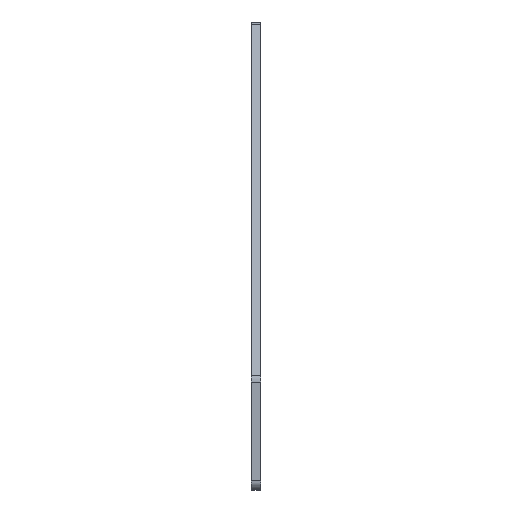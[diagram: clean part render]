
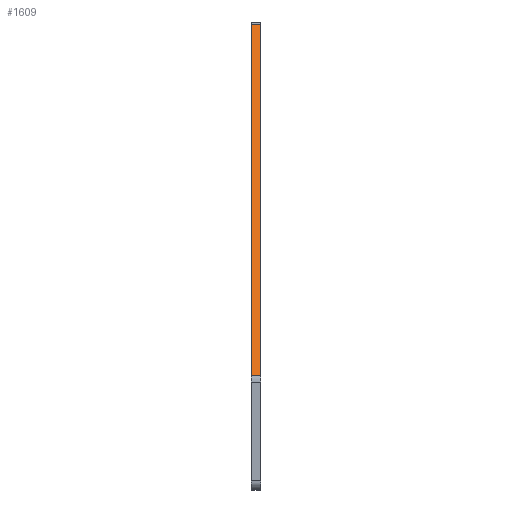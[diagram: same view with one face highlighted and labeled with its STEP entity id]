
A CAD part, left-side view. The second image highlights one B-rep face of the part: STEP entity #1609.
In plain terms, the highlighted planar face has unit normal (-0.707, 0, 0.707).
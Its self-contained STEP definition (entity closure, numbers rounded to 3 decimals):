
#23 = AXIS2_PLACEMENT_3D ( 'NONE', #404, #724, #1367 ) ;
#77 = ORIENTED_EDGE ( 'NONE', *, *, #898, .F. ) ;
#86 = CARTESIAN_POINT ( 'NONE',  ( -20.05, 3., 137.121 ) ) ;
#98 = CARTESIAN_POINT ( 'NONE',  ( -19.172, 3., 138. ) ) ;
#115 = EDGE_CURVE ( 'NONE', #1127, #1573, #650, .T. ) ;
#158 = DIRECTION ( 'NONE',  ( -0.707, 0., -0.707 ) ) ;
#203 = DIRECTION ( 'NONE',  ( 0., 1., 0. ) ) ;
#340 = CARTESIAN_POINT ( 'NONE',  ( -137.121, 0., 20.05 ) ) ;
#404 = CARTESIAN_POINT ( 'NONE',  ( -19.172, 0., 138. ) ) ;
#415 = VECTOR ( 'NONE', #203, 1000. ) ;
#540 = CARTESIAN_POINT ( 'NONE',  ( -20.05, 0., 137.121 ) ) ;
#580 = ORIENTED_EDGE ( 'NONE', *, *, #657, .F. ) ;
#586 = DIRECTION ( 'NONE',  ( -0.707, 0., -0.707 ) ) ;
#650 = LINE ( 'NONE', #1784, #1104 ) ;
#657 = EDGE_CURVE ( 'NONE', #1573, #1191, #1675, .T. ) ;
#724 = DIRECTION ( 'NONE',  ( -0.707, 0., 0.707 ) ) ;
#898 = EDGE_CURVE ( 'NONE', #1649, #1127, #1523, .T. ) ;
#1052 = CARTESIAN_POINT ( 'NONE',  ( -137.121, 3., 20.05 ) ) ;
#1073 = VECTOR ( 'NONE', #586, 1000. ) ;
#1104 = VECTOR ( 'NONE', #158, 1000. ) ;
#1127 = VERTEX_POINT ( 'NONE', #1561 ) ;
#1191 = VERTEX_POINT ( 'NONE', #1052 ) ;
#1211 = PLANE ( 'NONE',  #23 ) ;
#1222 = CARTESIAN_POINT ( 'NONE',  ( -137.121, 0., 20.05 ) ) ;
#1302 = EDGE_LOOP ( 'NONE', ( #1361, #580, #1892, #77 ) ) ;
#1361 = ORIENTED_EDGE ( 'NONE', *, *, #1795, .T. ) ;
#1367 = DIRECTION ( 'NONE',  ( -0.707, 0., -0.707 ) ) ;
#1523 = LINE ( 'NONE', #540, #1594 ) ;
#1561 = CARTESIAN_POINT ( 'NONE',  ( -20.05, 0., 137.121 ) ) ;
#1564 = LINE ( 'NONE', #98, #1073 ) ;
#1573 = VERTEX_POINT ( 'NONE', #1222 ) ;
#1594 = VECTOR ( 'NONE', #1845, 1000. ) ;
#1609 = ADVANCED_FACE ( 'NONE', ( #2032 ), #1211, .T. ) ;
#1649 = VERTEX_POINT ( 'NONE', #86 ) ;
#1675 = LINE ( 'NONE', #340, #415 ) ;
#1784 = CARTESIAN_POINT ( 'NONE',  ( -19.172, 0., 138. ) ) ;
#1795 = EDGE_CURVE ( 'NONE', #1649, #1191, #1564, .T. ) ;
#1845 = DIRECTION ( 'NONE',  ( 0., -1., 0. ) ) ;
#1892 = ORIENTED_EDGE ( 'NONE', *, *, #115, .F. ) ;
#2032 = FACE_OUTER_BOUND ( 'NONE', #1302, .T. ) ;
